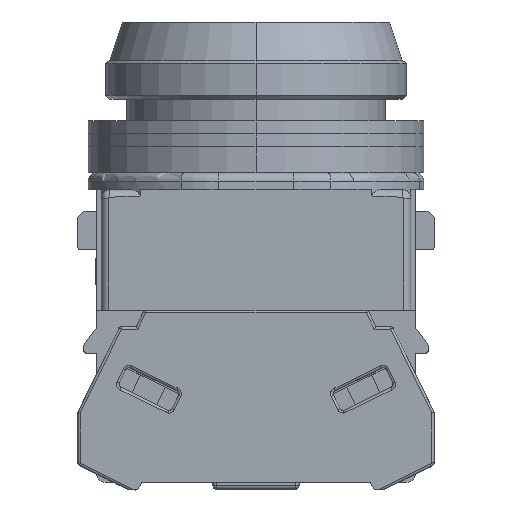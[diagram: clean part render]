
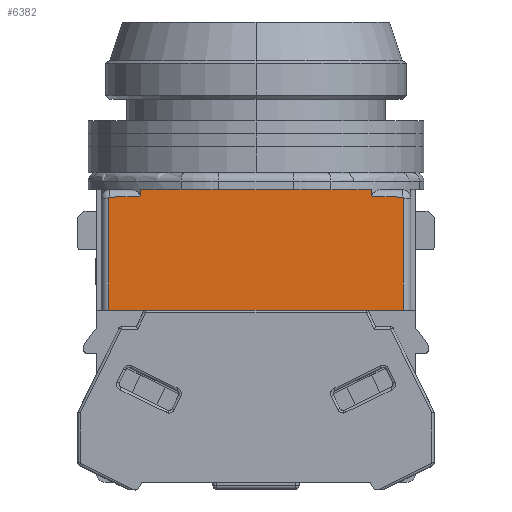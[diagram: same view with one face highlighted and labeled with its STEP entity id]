
A CAD part, left-side view. The second image highlights one B-rep face of the part: STEP entity #6382.
In plain terms, the highlighted planar face has unit normal (-1, 0, 0).
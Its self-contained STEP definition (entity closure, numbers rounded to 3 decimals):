
#127 = CARTESIAN_POINT ( 'NONE',  ( -14.8, 21.088, 14. ) ) ;
#163 = CARTESIAN_POINT ( 'NONE',  ( -14.8, 17.132, 0. ) ) ;
#736 = EDGE_CURVE ( 'NONE', #14839, #18812, #19480, .T. ) ;
#1252 = LINE ( 'NONE', #19681, #12687 ) ;
#1600 = CARTESIAN_POINT ( 'NONE',  ( -14.8, 17.132, 13. ) ) ;
#1604 = CARTESIAN_POINT ( 'NONE',  ( -14.8, 17.009, 13.131 ) ) ;
#1727 = CARTESIAN_POINT ( 'NONE',  ( -14.8, 13.452, 16. ) ) ;
#1798 = CARTESIAN_POINT ( 'NONE',  ( -14.8, 0., 0. ) ) ;
#1842 = CARTESIAN_POINT ( 'NONE',  ( -14.8, -13.452, 13.279 ) ) ;
#1844 = ORIENTED_EDGE ( 'NONE', *, *, #13602, .T. ) ;
#2212 = LINE ( 'NONE', #127, #7954 ) ;
#2922 = VERTEX_POINT ( 'NONE', #15968 ) ;
#3233 = DIRECTION ( 'NONE',  ( 0., 0., 1. ) ) ;
#3280 = ORIENTED_EDGE ( 'NONE', *, *, #12719, .T. ) ;
#3426 = ORIENTED_EDGE ( 'NONE', *, *, #736, .F. ) ;
#3791 = EDGE_CURVE ( 'NONE', #5875, #9391, #18176, .T. ) ;
#3824 = LINE ( 'NONE', #1727, #8990 ) ;
#3906 = LINE ( 'NONE', #1798, #10101 ) ;
#4257 = VERTEX_POINT ( 'NONE', #14573 ) ;
#4803 = VECTOR ( 'NONE', #15260, 1000. ) ;
#5348 = DIRECTION ( 'NONE',  ( -1., 0., 0. ) ) ;
#5371 = EDGE_CURVE ( 'NONE', #7481, #2922, #3906, .T. ) ;
#5875 = VERTEX_POINT ( 'NONE', #8843 ) ;
#5979 = VECTOR ( 'NONE', #10493, 1000. ) ;
#6011 = CARTESIAN_POINT ( 'NONE',  ( -14.8, -13.452, 14. ) ) ;
#6337 = DIRECTION ( 'NONE',  ( 0., 0., 1. ) ) ;
#6382 = ADVANCED_FACE ( 'NONE', ( #6543 ), #9547, .T. ) ;
#6543 = FACE_OUTER_BOUND ( 'NONE', #9861, .T. ) ;
#6567 = DIRECTION ( 'NONE',  ( 0., 0., 1. ) ) ;
#7127 = ORIENTED_EDGE ( 'NONE', *, *, #9088, .F. ) ;
#7233 = CARTESIAN_POINT ( 'NONE',  ( -14.8, -13.452, 13.279 ) ) ;
#7367 = EDGE_CURVE ( 'NONE', #14229, #9391, #11024, .T. ) ;
#7454 = CARTESIAN_POINT ( 'NONE',  ( -14.8, 21.088, 78.124 ) ) ;
#7481 = VERTEX_POINT ( 'NONE', #163 ) ;
#7492 = ORIENTED_EDGE ( 'NONE', *, *, #16080, .F. ) ;
#7954 = VECTOR ( 'NONE', #18566, 1000. ) ;
#8456 = DIRECTION ( 'NONE',  ( 1., 0., 0. ) ) ;
#8623 = CIRCLE ( 'NONE', #18168, 0.132 ) ;
#8675 = AXIS2_PLACEMENT_3D ( 'NONE', #7454, #5348, #3233 ) ;
#8683 = DIRECTION ( 'NONE',  ( 1., 0., 0. ) ) ;
#8843 = CARTESIAN_POINT ( 'NONE',  ( -14.8, 13.452, 13.279 ) ) ;
#8990 = VECTOR ( 'NONE', #20177, 1000. ) ;
#9088 = EDGE_CURVE ( 'NONE', #5875, #14845, #3824, .T. ) ;
#9113 = EDGE_CURVE ( 'NONE', #14229, #7481, #1252, .T. ) ;
#9328 = CARTESIAN_POINT ( 'NONE',  ( -14.8, -15.063, 13.231 ) ) ;
#9391 = VERTEX_POINT ( 'NONE', #1604 ) ;
#9547 = PLANE ( 'NONE',  #8675 ) ;
#9861 = EDGE_LOOP ( 'NONE', ( #10661, #15360, #7492, #3280, #3426, #1844, #7127, #14492, #20299, #12934 ) ) ;
#10101 = VECTOR ( 'NONE', #20252, 1000. ) ;
#10493 = DIRECTION ( 'NONE',  ( 0., 0., 1. ) ) ;
#10566 = CARTESIAN_POINT ( 'NONE',  ( -14.8, 17., 13. ) ) ;
#10661 = ORIENTED_EDGE ( 'NONE', *, *, #5371, .T. ) ;
#10789 = CARTESIAN_POINT ( 'NONE',  ( -14.8, -17., 13. ) ) ;
#11024 = CIRCLE ( 'NONE', #16247, 0.132 ) ;
#11444 = CARTESIAN_POINT ( 'NONE',  ( -14.8, -16.251, 13.181 ) ) ;
#12566 = CARTESIAN_POINT ( 'NONE',  ( -14.8, 17.009, 13.131 ) ) ;
#12578 = CARTESIAN_POINT ( 'NONE',  ( -14.8, -17.132, 78.124 ) ) ;
#12687 = VECTOR ( 'NONE', #17573, 1000. ) ;
#12719 = EDGE_CURVE ( 'NONE', #18196, #18812, #16010, .T. ) ;
#12934 = ORIENTED_EDGE ( 'NONE', *, *, #9113, .T. ) ;
#13533 = CARTESIAN_POINT ( 'NONE',  ( -14.8, -17.009, 13.131 ) ) ;
#13602 = EDGE_CURVE ( 'NONE', #14839, #14845, #2212, .T. ) ;
#14229 = VERTEX_POINT ( 'NONE', #1600 ) ;
#14492 = ORIENTED_EDGE ( 'NONE', *, *, #3791, .T. ) ;
#14573 = CARTESIAN_POINT ( 'NONE',  ( -14.8, -17.132, 13. ) ) ;
#14592 = EDGE_CURVE ( 'NONE', #2922, #4257, #14686, .T. ) ;
#14676 = CARTESIAN_POINT ( 'NONE',  ( -14.8, 16.251, 13.181 ) ) ;
#14686 = LINE ( 'NONE', #12578, #5979 ) ;
#14839 = VERTEX_POINT ( 'NONE', #6011 ) ;
#14845 = VERTEX_POINT ( 'NONE', #16036 ) ;
#15260 = DIRECTION ( 'NONE',  ( 0., 0., -1. ) ) ;
#15360 = ORIENTED_EDGE ( 'NONE', *, *, #14592, .T. ) ;
#15968 = CARTESIAN_POINT ( 'NONE',  ( -14.8, -17.132, 0. ) ) ;
#16010 =( BOUNDED_CURVE ( )  B_SPLINE_CURVE ( 3, ( #13533, #11444, #9328, #7233 ),
 .UNSPECIFIED., .F., .F. ) 
 B_SPLINE_CURVE_WITH_KNOTS ( ( 4, 4 ),
 ( 3.273, 3.424 ),
 .UNSPECIFIED. ) 
 CURVE ( )  GEOMETRIC_REPRESENTATION_ITEM ( )  RATIONAL_B_SPLINE_CURVE ( ( 1., 0.998, 0.998, 1. ) ) 
 REPRESENTATION_ITEM ( '' )  );
#16036 = CARTESIAN_POINT ( 'NONE',  ( -14.8, 13.452, 14. ) ) ;
#16080 = EDGE_CURVE ( 'NONE', #18196, #4257, #8623, .T. ) ;
#16247 = AXIS2_PLACEMENT_3D ( 'NONE', #10566, #8456, #6337 ) ;
#16789 = CARTESIAN_POINT ( 'NONE',  ( -14.8, 15.063, 13.231 ) ) ;
#17188 = CARTESIAN_POINT ( 'NONE',  ( -14.8, -17.009, 13.131 ) ) ;
#17376 = CARTESIAN_POINT ( 'NONE',  ( -14.8, -13.452, 16. ) ) ;
#17573 = DIRECTION ( 'NONE',  ( 0., 0., -1. ) ) ;
#18168 = AXIS2_PLACEMENT_3D ( 'NONE', #10789, #8683, #6567 ) ;
#18176 =( BOUNDED_CURVE ( )  B_SPLINE_CURVE ( 3, ( #18900, #16789, #14676, #12566 ),
 .UNSPECIFIED., .F., .F. ) 
 B_SPLINE_CURVE_WITH_KNOTS ( ( 4, 4 ),
 ( 6.001, 6.152 ),
 .UNSPECIFIED. ) 
 CURVE ( )  GEOMETRIC_REPRESENTATION_ITEM ( )  RATIONAL_B_SPLINE_CURVE ( ( 1., 0.998, 0.998, 1. ) ) 
 REPRESENTATION_ITEM ( '' )  );
#18196 = VERTEX_POINT ( 'NONE', #17188 ) ;
#18566 = DIRECTION ( 'NONE',  ( 0., 1., 0. ) ) ;
#18812 = VERTEX_POINT ( 'NONE', #1842 ) ;
#18900 = CARTESIAN_POINT ( 'NONE',  ( -14.8, 13.452, 13.279 ) ) ;
#19480 = LINE ( 'NONE', #17376, #4803 ) ;
#19681 = CARTESIAN_POINT ( 'NONE',  ( -14.8, 17.132, 78.124 ) ) ;
#20177 = DIRECTION ( 'NONE',  ( 0., 0., 1. ) ) ;
#20252 = DIRECTION ( 'NONE',  ( 0., -1., 0. ) ) ;
#20299 = ORIENTED_EDGE ( 'NONE', *, *, #7367, .F. ) ;
